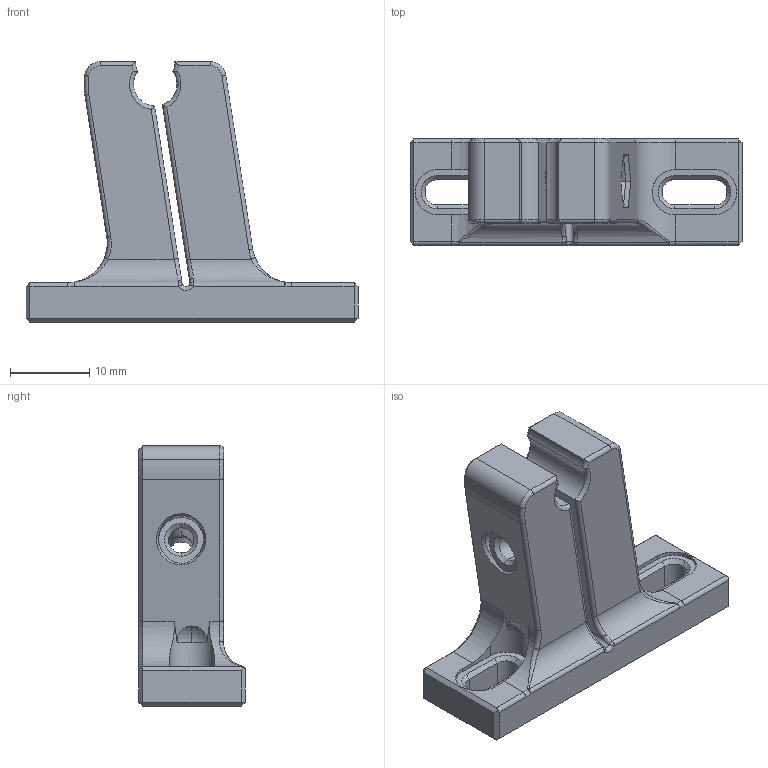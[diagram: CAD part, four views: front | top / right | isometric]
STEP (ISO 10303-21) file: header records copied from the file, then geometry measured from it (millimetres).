
FILE_DESCRIPTION (( 'STEP AP203' ), '1' );
FILE_NAME ('u1-ecb-filamentTubeClamp-v5.STEP', '2023-10-23T18:14:02', ( '' ), ( '' ), 'SwSTEP 2.0', 'SolidWorks 2022', '' );
FILE_SCHEMA (( 'CONFIG_CONTROL_DESIGN' ));
Length unit declared in the file: millimetre
Products named in the file (1): u1-ecb-filamentTubeClamp-v5
Bounding box: 42 x 13.5 x 32.95 mm (x, y, z)
Volume: 7262.7 mm3; surface area: 3942.8 mm2
Topology: 1 solids, 1 shells, 206 faces, 499 edges, 296 vertices
Faces by surface type: plane 95, cylinder 43, cone 28, bspline 20, torus 16, sphere 4
Entity records: 8810 total; most frequent: CARTESIAN_POINT 4111, ORIENTED_EDGE 990, DIRECTION 912, EDGE_CURVE 495, AXIS2_PLACEMENT_3D 316, VERTEX_POINT 296, VECTOR 280, LINE 280
